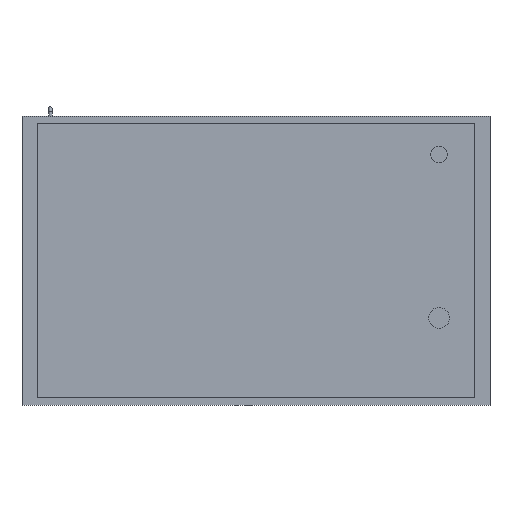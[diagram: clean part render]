
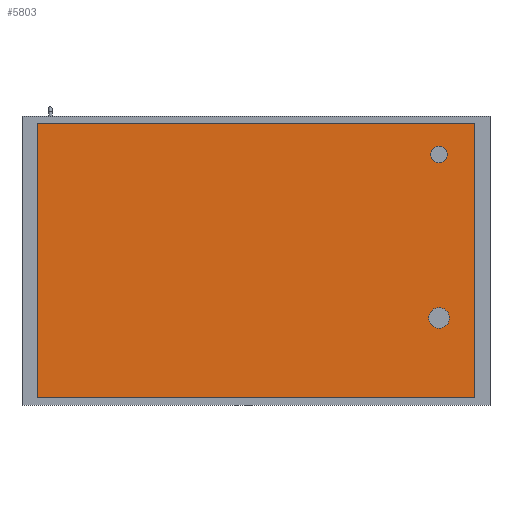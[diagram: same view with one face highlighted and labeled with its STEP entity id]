
A CAD part, front view. The second image highlights one B-rep face of the part: STEP entity #5803.
In plain terms, the highlighted planar face has unit normal (0, -1, 0).
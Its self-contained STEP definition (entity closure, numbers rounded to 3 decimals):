
#51=FACE_BOUND('',#664,.T.);
#52=FACE_BOUND('',#665,.T.);
#67=CIRCLE('',#6197,20.);
#69=CIRCLE('',#6201,25.);
#311=FACE_OUTER_BOUND('',#663,.T.);
#663=EDGE_LOOP('',(#3894,#3895,#3896,#3897));
#664=EDGE_LOOP('',(#3898));
#665=EDGE_LOOP('',(#3899));
#1037=LINE('',#8424,#1742);
#1040=LINE('',#8430,#1745);
#1043=LINE('',#8436,#1748);
#1046=LINE('',#8440,#1751);
#1742=VECTOR('',#6744,10.);
#1745=VECTOR('',#6749,10.);
#1748=VECTOR('',#6754,10.);
#1751=VECTOR('',#6759,10.);
#2428=VERTEX_POINT('',#8381);
#2430=VERTEX_POINT('',#8388);
#2441=VERTEX_POINT('',#8421);
#2442=VERTEX_POINT('',#8423);
#2444=VERTEX_POINT('',#8429);
#2446=VERTEX_POINT('',#8435);
#2991=EDGE_CURVE('',#2428,#2428,#67,.T.);
#2994=EDGE_CURVE('',#2430,#2430,#69,.T.);
#3009=EDGE_CURVE('',#2442,#2441,#1037,.T.);
#3012=EDGE_CURVE('',#2444,#2442,#1040,.T.);
#3015=EDGE_CURVE('',#2446,#2444,#1043,.T.);
#3018=EDGE_CURVE('',#2441,#2446,#1046,.T.);
#3894=ORIENTED_EDGE('',*,*,#3018,.T.);
#3895=ORIENTED_EDGE('',*,*,#3015,.T.);
#3896=ORIENTED_EDGE('',*,*,#3012,.T.);
#3897=ORIENTED_EDGE('',*,*,#3009,.T.);
#3898=ORIENTED_EDGE('',*,*,#2991,.T.);
#3899=ORIENTED_EDGE('',*,*,#2994,.T.);
#5512=PLANE('',#6213);
#5803=ADVANCED_FACE('',(#311,#51,#52),#5512,.T.);
#6197=AXIS2_PLACEMENT_3D('',#8383,#6705,#6706);
#6201=AXIS2_PLACEMENT_3D('',#8390,#6714,#6715);
#6213=AXIS2_PLACEMENT_3D('',#8442,#6762,#6763);
#6705=DIRECTION('center_axis',(0.,1.,0.));
#6706=DIRECTION('ref_axis',(1.,0.,0.));
#6714=DIRECTION('center_axis',(0.,1.,0.));
#6715=DIRECTION('ref_axis',(1.,0.,0.));
#6744=DIRECTION('',(-1.,0.,0.));
#6749=DIRECTION('',(0.,0.,1.));
#6754=DIRECTION('',(1.,0.,0.));
#6759=DIRECTION('',(0.,0.,-1.));
#6762=DIRECTION('center_axis',(0.,-1.,0.));
#6763=DIRECTION('ref_axis',(0.,0.,-1.));
#8381=CARTESIAN_POINT('',(420.,-370.,255.));
#8383=CARTESIAN_POINT('Origin',(440.,-370.,255.));
#8388=CARTESIAN_POINT('',(415.,-370.,-138.));
#8390=CARTESIAN_POINT('Origin',(440.,-370.,-138.));
#8421=CARTESIAN_POINT('',(-525.,-370.,330.));
#8423=CARTESIAN_POINT('',(525.,-370.,330.));
#8424=CARTESIAN_POINT('',(-525.,-370.,330.));
#8429=CARTESIAN_POINT('',(525.,-370.,-330.));
#8430=CARTESIAN_POINT('',(525.,-370.,330.));
#8435=CARTESIAN_POINT('',(-525.,-370.,-330.));
#8436=CARTESIAN_POINT('',(525.,-370.,-330.));
#8440=CARTESIAN_POINT('',(-525.,-370.,-330.));
#8442=CARTESIAN_POINT('Origin',(0.,-370.,0.));
